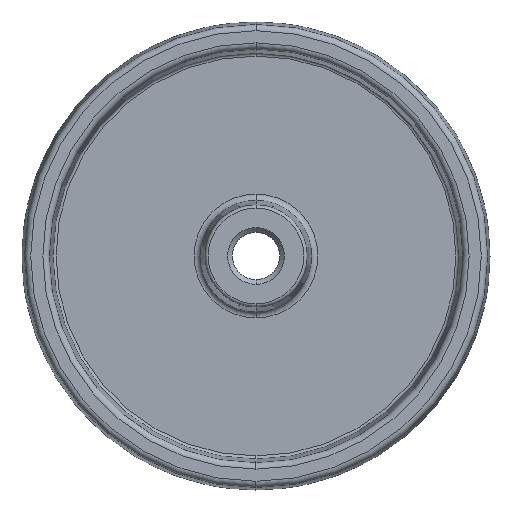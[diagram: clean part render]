
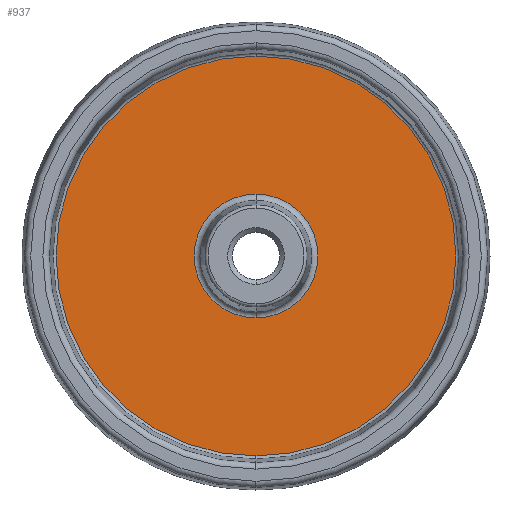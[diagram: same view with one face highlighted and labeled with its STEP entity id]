
A CAD part, left-side view. The second image highlights one B-rep face of the part: STEP entity #937.
In plain terms, the highlighted planar face has unit normal (-1, 0, 0).
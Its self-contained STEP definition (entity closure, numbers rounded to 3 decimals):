
#2 = FACE_BOUND ( 'NONE', #353, .T. ) ;
#92 = CARTESIAN_POINT ( 'NONE',  ( -5., 0., 0. ) ) ;
#149 = ORIENTED_EDGE ( 'NONE', *, *, #221, .T. ) ;
#163 = DIRECTION ( 'NONE',  ( 0., 0., 1. ) ) ;
#221 = EDGE_CURVE ( 'NONE', #1109, #471, #1255, .T. ) ;
#237 = ORIENTED_EDGE ( 'NONE', *, *, #1154, .T. ) ;
#261 = AXIS2_PLACEMENT_3D ( 'NONE', #1417, #304, #1429 ) ;
#304 = DIRECTION ( 'NONE',  ( -1., 0., 0. ) ) ;
#328 = ORIENTED_EDGE ( 'NONE', *, *, #882, .T. ) ;
#353 = EDGE_LOOP ( 'NONE', ( #237, #328 ) ) ;
#404 = AXIS2_PLACEMENT_3D ( 'NONE', #743, #598, #163 ) ;
#418 = DIRECTION ( 'NONE',  ( 1., 0., 0. ) ) ;
#419 = VERTEX_POINT ( 'NONE', #690 ) ;
#460 = CARTESIAN_POINT ( 'NONE',  ( -5., 0., 19.833 ) ) ;
#463 = CIRCLE ( 'NONE', #1360, 19.833 ) ;
#471 = VERTEX_POINT ( 'NONE', #799 ) ;
#516 = DIRECTION ( 'NONE',  ( 0., 0., 1. ) ) ;
#598 = DIRECTION ( 'NONE',  ( -1., 0., 0. ) ) ;
#651 = DIRECTION ( 'NONE',  ( -1., 0., 0. ) ) ;
#689 = ORIENTED_EDGE ( 'NONE', *, *, #1167, .T. ) ;
#690 = CARTESIAN_POINT ( 'NONE',  ( -5., 0., -19.833 ) ) ;
#743 = CARTESIAN_POINT ( 'NONE',  ( -5., 65., 0. ) ) ;
#760 = CIRCLE ( 'NONE', #1653, 19.833 ) ;
#799 = CARTESIAN_POINT ( 'NONE',  ( -5., 0., 64.095 ) ) ;
#875 = PLANE ( 'NONE',  #404 ) ;
#882 = EDGE_CURVE ( 'NONE', #419, #1039, #760, .T. ) ;
#937 = ADVANCED_FACE ( 'NONE', ( #2, #1228 ), #875, .T. ) ;
#962 = DIRECTION ( 'NONE',  ( 0., 0., 1. ) ) ;
#1039 = VERTEX_POINT ( 'NONE', #460 ) ;
#1063 = CARTESIAN_POINT ( 'NONE',  ( -5., 0., 0. ) ) ;
#1069 = DIRECTION ( 'NONE',  ( 1., 0., 0. ) ) ;
#1109 = VERTEX_POINT ( 'NONE', #1730 ) ;
#1154 = EDGE_CURVE ( 'NONE', #1039, #419, #463, .T. ) ;
#1167 = EDGE_CURVE ( 'NONE', #471, #1109, #1220, .T. ) ;
#1220 = CIRCLE ( 'NONE', #261, 64.095 ) ;
#1228 = FACE_OUTER_BOUND ( 'NONE', #1554, .T. ) ;
#1255 = CIRCLE ( 'NONE', #1713, 64.095 ) ;
#1360 = AXIS2_PLACEMENT_3D ( 'NONE', #1754, #1069, #516 ) ;
#1417 = CARTESIAN_POINT ( 'NONE',  ( -5., 0., 0. ) ) ;
#1429 = DIRECTION ( 'NONE',  ( 0., 0., 1. ) ) ;
#1554 = EDGE_LOOP ( 'NONE', ( #689, #149 ) ) ;
#1653 = AXIS2_PLACEMENT_3D ( 'NONE', #92, #418, #962 ) ;
#1713 = AXIS2_PLACEMENT_3D ( 'NONE', #1063, #651, #1733 ) ;
#1730 = CARTESIAN_POINT ( 'NONE',  ( -5., 0., -64.095 ) ) ;
#1733 = DIRECTION ( 'NONE',  ( 0., 0., 1. ) ) ;
#1754 = CARTESIAN_POINT ( 'NONE',  ( -5., 0., 0. ) ) ;
